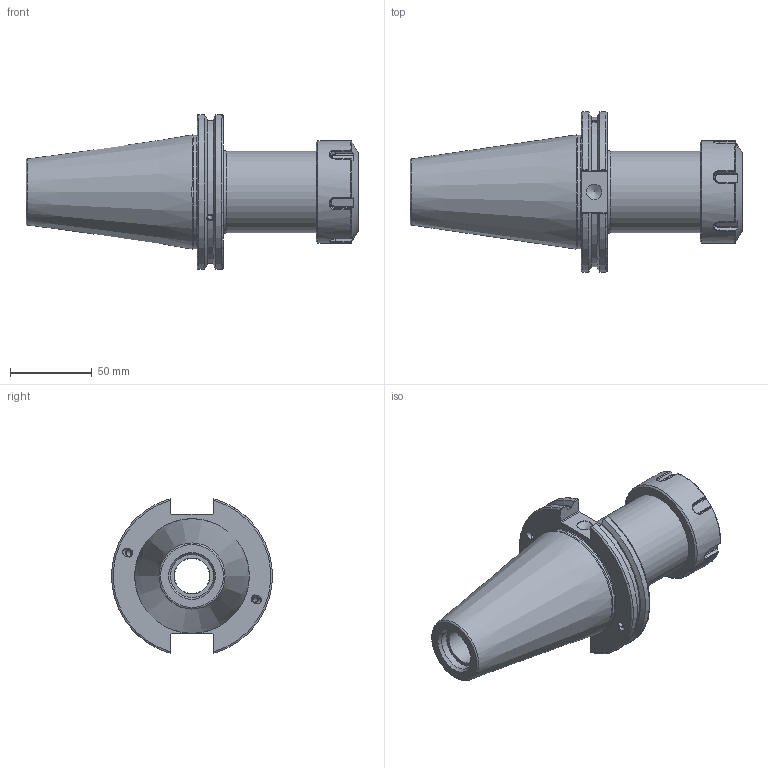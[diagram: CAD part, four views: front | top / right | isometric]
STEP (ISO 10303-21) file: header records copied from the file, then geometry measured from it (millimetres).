
FILE_DESCRIPTION(/* description */ (''),/* implementation_level */ '2;1');
FILE_NAME(/* name */ 'BL036B.stp',/* time_stamp */ '2022-04-15T16:54:36+09:00',/* author */ ('eos'),/* organization */ (''),/* preprocessor_version */ 'ST-DEVELOPER v18.1',/* originating_system */ 'Autodesk Inventor 2022',/* authorisation */ '');
FILE_SCHEMA (('AUTOMOTIVE_DESIGN { 1 0 10303 214 3 1 1 }'));
Length unit declared in the file: millimetre
Products named in the file (3): LO-CAT50ADB-ER25-101.6_조립도; CAT50; ER40NUT
Assembly tree (2 placements, depth 2):
  LO-CAT50ADB-ER25-101.6_조립도
    CAT50
    ER40NUT
Bounding box: 203.2 x 98.06 x 94.69 mm (x, y, z)
Volume: 432171.9 mm3; surface area: 74767.5 mm2
Topology: 2 solids, 2 shells, 169 faces, 433 edges, 279 vertices
Faces by surface type: plane 72, cylinder 44, cone 26, torus 21, bspline 6
Full cylindrical faces by diameter (mm): 1.43 x1, 3.242 x4, 4.134 x2, 4.2 x2, 5 x2, 9.525 x1, 21.5 x1, 21.971 x1, 26.2 x1, 26.848 x1, 31 x1, 33.5 x1, 38.9 x1, 41.9 x1, 48.6 x1, 50 x1, 63 x1, 69.25 x1
Entity records: 6555 total; most frequent: CARTESIAN_POINT 2471, ORIENTED_EDGE 860, DIRECTION 780, EDGE_CURVE 430, AXIS2_PLACEMENT_3D 302, VERTEX_POINT 278, EDGE_LOOP 194, LINE 176
